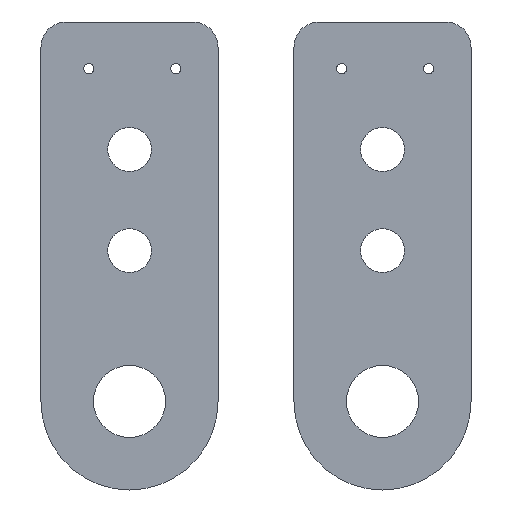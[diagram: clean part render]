
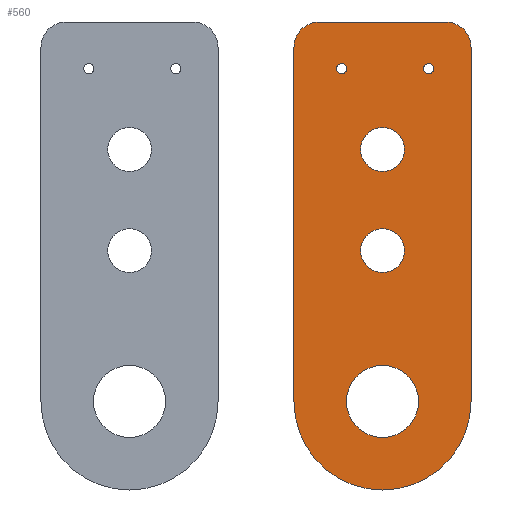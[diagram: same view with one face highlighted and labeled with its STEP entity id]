
A CAD part, front view. The second image highlights one B-rep face of the part: STEP entity #560.
In plain terms, the highlighted planar face has unit normal (0, -1, 0).
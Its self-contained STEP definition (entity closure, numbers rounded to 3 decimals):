
#50=FACE_BOUND('',#170,.T.);
#51=FACE_BOUND('',#171,.T.);
#52=FACE_BOUND('',#172,.T.);
#53=FACE_BOUND('',#173,.T.);
#54=FACE_BOUND('',#174,.T.);
#68=PLANE('',#637);
#102=FACE_OUTER_BOUND('',#169,.T.);
#169=EDGE_LOOP('',(#496,#497,#498,#499,#500,#501));
#170=EDGE_LOOP('',(#502));
#171=EDGE_LOOP('',(#503));
#172=EDGE_LOOP('',(#504));
#173=EDGE_LOOP('',(#505));
#174=EDGE_LOOP('',(#506));
#191=LINE('',#902,#215);
#196=LINE('',#929,#220);
#198=LINE('',#959,#222);
#215=VECTOR('',#738,10.);
#220=VECTOR('',#765,10.);
#222=VECTOR('',#805,10.);
#244=CIRCLE('',#603,3.);
#252=CIRCLE('',#614,3.);
#254=CIRCLE('',#618,0.6);
#257=CIRCLE('',#623,0.6);
#259=CIRCLE('',#627,4.277);
#260=CIRCLE('',#629,2.6);
#261=CIRCLE('',#631,2.6);
#262=CIRCLE('',#636,10.5);
#291=VERTEX_POINT('',#892);
#292=VERTEX_POINT('',#894);
#294=VERTEX_POINT('',#900);
#303=VERTEX_POINT('',#922);
#304=VERTEX_POINT('',#924);
#305=VERTEX_POINT('',#928);
#307=VERTEX_POINT('',#934);
#310=VERTEX_POINT('',#942);
#312=VERTEX_POINT('',#948);
#313=VERTEX_POINT('',#951);
#314=VERTEX_POINT('',#954);
#349=EDGE_CURVE('',#291,#292,#244,.T.);
#353=EDGE_CURVE('',#291,#294,#191,.T.);
#364=EDGE_CURVE('',#303,#304,#252,.T.);
#366=EDGE_CURVE('',#305,#304,#196,.T.);
#369=EDGE_CURVE('',#307,#307,#254,.T.);
#372=EDGE_CURVE('',#310,#310,#257,.T.);
#374=EDGE_CURVE('',#312,#312,#259,.T.);
#375=EDGE_CURVE('',#313,#313,#260,.T.);
#376=EDGE_CURVE('',#314,#314,#261,.T.);
#377=EDGE_CURVE('',#303,#292,#198,.T.);
#378=EDGE_CURVE('',#305,#294,#262,.T.);
#496=ORIENTED_EDGE('',*,*,#349,.F.);
#497=ORIENTED_EDGE('',*,*,#353,.T.);
#498=ORIENTED_EDGE('',*,*,#378,.F.);
#499=ORIENTED_EDGE('',*,*,#366,.T.);
#500=ORIENTED_EDGE('',*,*,#364,.F.);
#501=ORIENTED_EDGE('',*,*,#377,.T.);
#502=ORIENTED_EDGE('',*,*,#369,.F.);
#503=ORIENTED_EDGE('',*,*,#372,.F.);
#504=ORIENTED_EDGE('',*,*,#376,.F.);
#505=ORIENTED_EDGE('',*,*,#375,.F.);
#506=ORIENTED_EDGE('',*,*,#374,.F.);
#560=ADVANCED_FACE('',(#102,#50,#51,#52,#53,#54),#68,.F.);
#603=AXIS2_PLACEMENT_3D('',#895,#731,#732);
#614=AXIS2_PLACEMENT_3D('',#925,#760,#761);
#618=AXIS2_PLACEMENT_3D('',#935,#771,#772);
#623=AXIS2_PLACEMENT_3D('',#943,#781,#782);
#627=AXIS2_PLACEMENT_3D('',#949,#789,#790);
#629=AXIS2_PLACEMENT_3D('',#952,#793,#794);
#631=AXIS2_PLACEMENT_3D('',#955,#797,#798);
#636=AXIS2_PLACEMENT_3D('',#961,#808,#809);
#637=AXIS2_PLACEMENT_3D('',#962,#810,#811);
#731=DIRECTION('center_axis',(0.,1.,0.));
#732=DIRECTION('ref_axis',(-0.707,0.,0.707));
#738=DIRECTION('',(0.,0.,-1.));
#760=DIRECTION('center_axis',(0.,1.,0.));
#761=DIRECTION('ref_axis',(0.707,0.,0.707));
#765=DIRECTION('',(0.,0.,1.));
#771=DIRECTION('center_axis',(0.,-1.,0.));
#772=DIRECTION('ref_axis',(1.,0.,0.));
#781=DIRECTION('center_axis',(0.,-1.,0.));
#782=DIRECTION('ref_axis',(1.,0.,0.));
#789=DIRECTION('center_axis',(0.,-1.,0.));
#790=DIRECTION('ref_axis',(1.,0.,0.));
#793=DIRECTION('center_axis',(0.,-1.,0.));
#794=DIRECTION('ref_axis',(1.,0.,0.));
#797=DIRECTION('center_axis',(0.,-1.,0.));
#798=DIRECTION('ref_axis',(1.,0.,0.));
#805=DIRECTION('',(-1.,0.,0.));
#808=DIRECTION('center_axis',(0.,1.,0.));
#809=DIRECTION('ref_axis',(1.,0.,0.));
#810=DIRECTION('center_axis',(0.,1.,0.));
#811=DIRECTION('ref_axis',(1.,0.,0.));
#892=CARTESIAN_POINT('',(25.,0.,25.));
#894=CARTESIAN_POINT('',(28.,0.,28.));
#895=CARTESIAN_POINT('Origin',(28.,0.,25.));
#900=CARTESIAN_POINT('',(25.,0.,-17.));
#902=CARTESIAN_POINT('',(25.,0.,28.));
#922=CARTESIAN_POINT('',(43.,0.,28.));
#924=CARTESIAN_POINT('',(46.,0.,25.));
#925=CARTESIAN_POINT('Origin',(43.,0.,25.));
#928=CARTESIAN_POINT('',(46.,0.,-17.));
#929=CARTESIAN_POINT('',(46.,0.,-17.));
#934=CARTESIAN_POINT('',(40.386,0.,22.459));
#935=CARTESIAN_POINT('Origin',(40.986,0.,22.459));
#942=CARTESIAN_POINT('',(30.067,0.,22.459));
#943=CARTESIAN_POINT('Origin',(30.667,0.,22.459));
#948=CARTESIAN_POINT('',(31.223,0.,-17.));
#949=CARTESIAN_POINT('Origin',(35.5,0.,-17.));
#951=CARTESIAN_POINT('',(32.911,0.,12.882));
#952=CARTESIAN_POINT('Origin',(35.511,0.,12.882));
#954=CARTESIAN_POINT('',(32.911,0.,0.882));
#955=CARTESIAN_POINT('Origin',(35.511,0.,0.882));
#959=CARTESIAN_POINT('',(46.,0.,28.));
#961=CARTESIAN_POINT('Origin',(35.5,0.,-17.));
#962=CARTESIAN_POINT('Origin',(35.5,0.,0.25));
